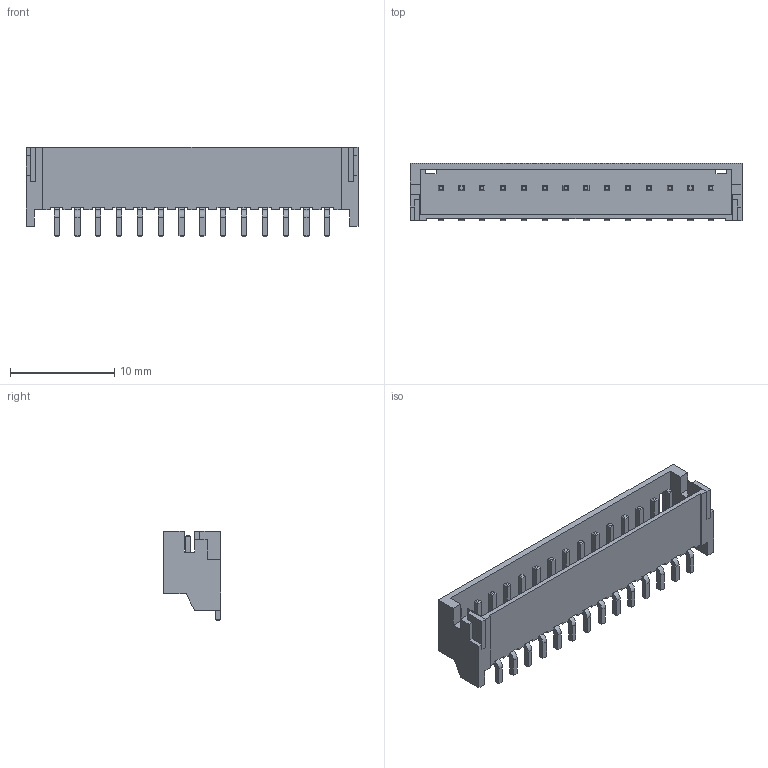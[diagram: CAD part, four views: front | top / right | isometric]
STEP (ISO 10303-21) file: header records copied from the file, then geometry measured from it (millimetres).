
FILE_DESCRIPTION(/* description */ (''),/* implementation_level */ '2;1');
FILE_NAME(/* name */ 'S14B-PH-SM4-TB.stp',/* time_stamp */ '2023-12-26T19:24:42+09:00',/* author */ (''),/* organization */ (''),/* preprocessor_version */ 'ST-DEVELOPER v20',/* originating_system */ 'Autodesk Translation Framework v12.14.0.127',/* authorisation */ '');
FILE_SCHEMA (('AUTOMOTIVE_DESIGN { 1 0 10303 214 3 1 1 }'));
Length unit declared in the file: millimetre
Products named in the file (1): S3B-PH-SM4-TB
Bounding box: 31.9 x 5.5 x 8.6 mm (x, y, z)
Volume: 335.9 mm3; surface area: 1549.3 mm2
Topology: 17 solids, 17 shells, 482 faces, 1244 edges, 792 vertices
Faces by surface type: plane 426, cylinder 56
Entity records: 14419 total; most frequent: CARTESIAN_POINT 2519, ORIENTED_EDGE 2488, DIRECTION 2322, EDGE_CURVE 1244, LINE 1132, VECTOR 1132, VERTEX_POINT 792, AXIS2_PLACEMENT_3D 595
